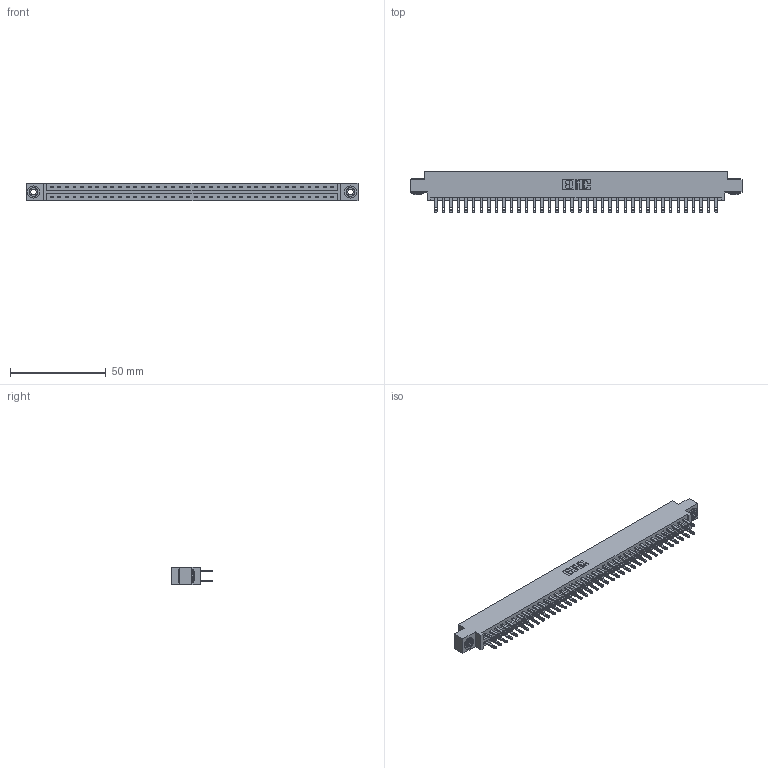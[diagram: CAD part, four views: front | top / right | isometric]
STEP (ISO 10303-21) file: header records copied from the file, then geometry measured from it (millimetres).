
FILE_DESCRIPTION (( 'STEP AP203' ), '1' );
FILE_NAME ('337-076-500-803.STEP', '2018-08-11T19:06:51', ( '' ), ( '' ), 'SwSTEP 2.0', 'SolidWorks 2016', '' );
FILE_SCHEMA (( 'CONFIG_CONTROL_DESIGN' ));
Length unit declared in the file: inch
Products named in the file (4): 337 Part_0.170 Offset - 0.156 Dia-TH; 345-292-001_345-293-100; 345-250-002_345-250-002-102; 337-076-500-803
Assembly tree (79 placements, depth 2):
  337-076-500-803
    337 Part_0.170 Offset - 0.156 Dia-TH
    345-292-001_345-293-100  x76
    345-250-002_345-250-002-102  x2
Bounding box: 173.58 x 21.85 x 9.4 mm (x, y, z)
Volume: 18374.5 mm3; surface area: 21909.1 mm2
Topology: 79 solids, 79 shells, 3956 faces, 12027 edges, 8014 vertices
Faces by surface type: plane 2516, cylinder 1432, cone 8
Entity records: 30692 total; most frequent: CARTESIAN_POINT 5149, ORIENTED_EDGE 5078, DIRECTION 4421, EDGE_CURVE 2539, LINE 2383, VECTOR 2383, VERTEX_POINT 1690, AXIS2_PLACEMENT_3D 1019
